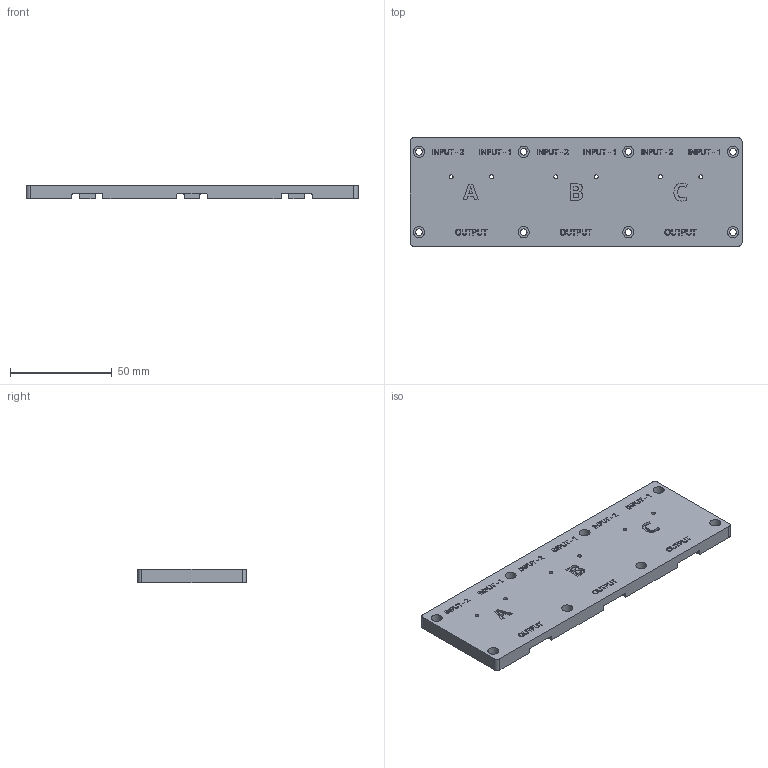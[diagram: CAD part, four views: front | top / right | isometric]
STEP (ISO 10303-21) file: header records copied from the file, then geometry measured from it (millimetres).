
FILE_DESCRIPTION(/* description */ ('STEP AP242','CAx-IF Rec.Pracs.---Representation and Presentation of Product Manufacturing Information (PMI)---4.0---2014-10-13','CAx-IF Rec.Pracs.---3D Tessellated Geometry---0.4---2014-09-14','2;1'),/* implementation_level */ '2;1');
FILE_NAME(/* name */ '667e50cb7a1e3f3a2b9d7944',/* time_stamp */ '2024-06-28T05:57:32Z',/* author */ (''),/* organization */ (''),/* preprocessor_version */ 'ST-DEVELOPER v20',/* originating_system */ ' ',/* authorisation */ ' ');
FILE_SCHEMA (('AP242_MANAGED_MODEL_BASED_3D_ENGINEERING_MIM_LF { 1 0 10303 442 1 1 4 }'));
Length unit declared in the file: metre
Products named in the file (1): lid
Bounding box: 163.4 x 53.56 x 6.71 mm (x, y, z)
Volume: 25544.7 mm3; surface area: 23619.5 mm2
Topology: 1 solids, 1 shells, 916 faces, 2492 edges, 1664 vertices
Faces by surface type: plane 571, bspline 301, cylinder 44
Full cylindrical faces by diameter (mm): 1.9 x6, 3.3 x8, 5.5 x8
Entity records: 29468 total; most frequent: CARTESIAN_POINT 8346, ORIENTED_EDGE 4924, DIRECTION 3180, EDGE_CURVE 2462, LINE 1772, VECTOR 1772, VERTEX_POINT 1656, EDGE_LOOP 1052
